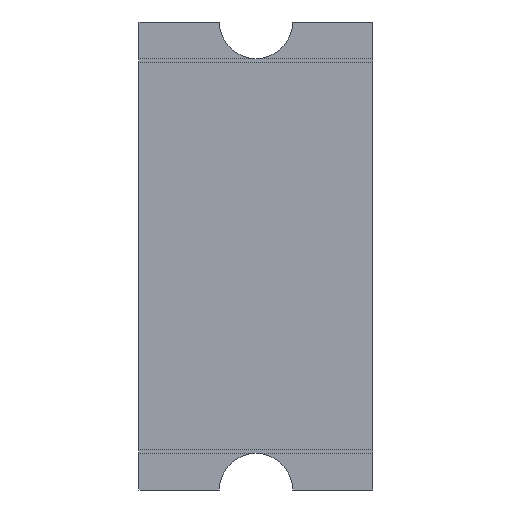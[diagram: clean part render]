
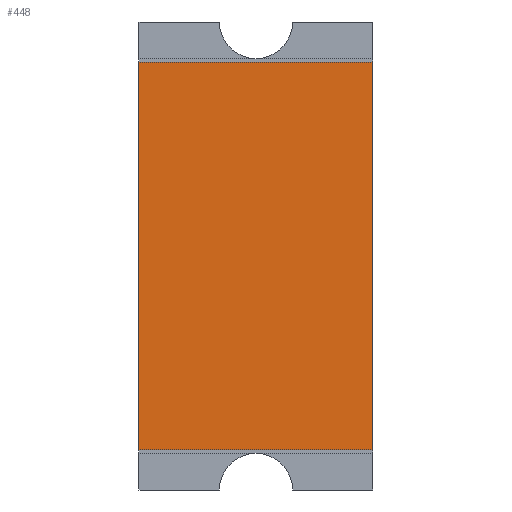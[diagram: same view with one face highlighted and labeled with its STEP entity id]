
A CAD part, front view. The second image highlights one B-rep face of the part: STEP entity #448.
In plain terms, the highlighted planar face has unit normal (0, -1, 0).
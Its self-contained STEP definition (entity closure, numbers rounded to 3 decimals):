
#1=DIRECTION('',(1.,0.,0.));
#2=VECTOR('',#1,1.6);
#3=CARTESIAN_POINT('',(-0.8,0.,1.325));
#4=LINE('',#3,#2);
#5=DIRECTION('',(0.,0.,-1.));
#6=VECTOR('',#5,2.65);
#7=CARTESIAN_POINT('',(0.8,0.,1.325));
#8=LINE('',#7,#6);
#9=DIRECTION('',(1.,0.,0.));
#10=VECTOR('',#9,1.6);
#11=CARTESIAN_POINT('',(-0.8,0.,-1.325));
#12=LINE('',#11,#10);
#13=DIRECTION('',(0.,0.,1.));
#14=VECTOR('',#13,2.65);
#15=CARTESIAN_POINT('',(-0.8,0.,-1.325));
#16=LINE('',#15,#14);
#397=CARTESIAN_POINT('',(-0.8,0.,1.325));
#398=CARTESIAN_POINT('',(0.8,0.,1.325));
#399=VERTEX_POINT('',#397);
#400=VERTEX_POINT('',#398);
#413=CARTESIAN_POINT('',(-0.8,0.,-1.325));
#414=CARTESIAN_POINT('',(0.8,0.,-1.325));
#415=VERTEX_POINT('',#413);
#416=VERTEX_POINT('',#414);
#433=CARTESIAN_POINT('',(0.,0.,0.));
#434=DIRECTION('',(0.,1.,0.));
#435=DIRECTION('',(0.,0.,1.));
#436=AXIS2_PLACEMENT_3D('',#433,#434,#435);
#437=PLANE('',#436);
#439=ORIENTED_EDGE('',*,*,#438,.T.);
#441=ORIENTED_EDGE('',*,*,#440,.T.);
#443=ORIENTED_EDGE('',*,*,#442,.F.);
#445=ORIENTED_EDGE('',*,*,#444,.T.);
#446=EDGE_LOOP('',(#439,#441,#443,#445));
#447=FACE_OUTER_BOUND('',#446,.F.);
#438=EDGE_CURVE('',#399,#400,#4,.T.);
#440=EDGE_CURVE('',#400,#416,#8,.T.);
#442=EDGE_CURVE('',#415,#416,#12,.T.);
#444=EDGE_CURVE('',#415,#399,#16,.T.);
#448=ADVANCED_FACE('',(#447),#437,.F.);
